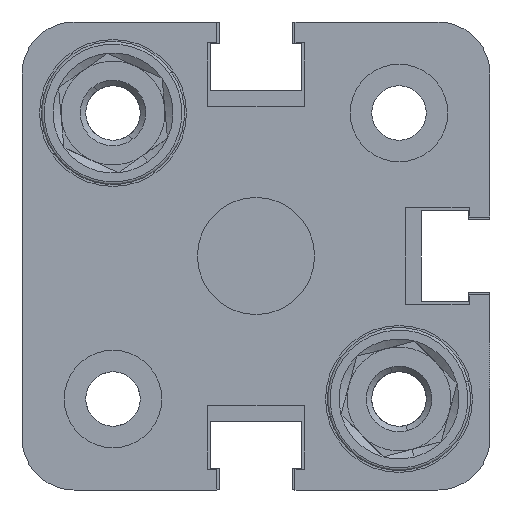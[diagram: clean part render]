
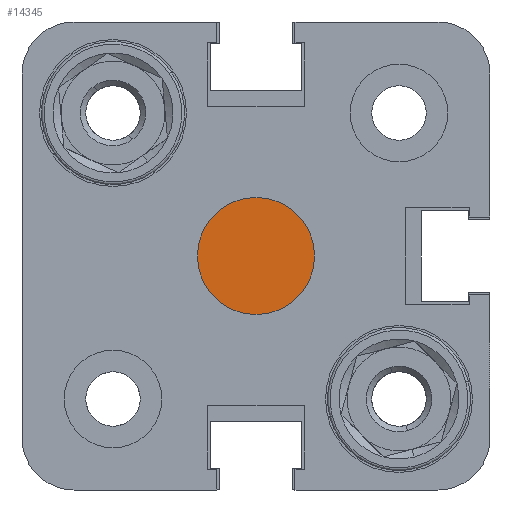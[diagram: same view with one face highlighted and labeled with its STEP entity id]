
A CAD part, left-side view. The second image highlights one B-rep face of the part: STEP entity #14345.
In plain terms, the highlighted planar face has unit normal (-1, 0, 0).
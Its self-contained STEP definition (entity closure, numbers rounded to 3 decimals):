
#2376 = DIRECTION ( 'NONE',  ( 0., 0., 1. ) ) ;
#2577 = CARTESIAN_POINT ( 'NONE',  ( 3., 0., -4.5 ) ) ;
#4783 = EDGE_CURVE ( 'NONE', #6559, #11916, #7304, .T. ) ;
#5525 = AXIS2_PLACEMENT_3D ( 'NONE', #14136, #7634, #7899 ) ;
#6559 = VERTEX_POINT ( 'NONE', #2577 ) ;
#6910 = EDGE_LOOP ( 'NONE', ( #19758, #25067 ) ) ;
#7304 = CIRCLE ( 'NONE', #22478, 4.5 ) ;
#7634 = DIRECTION ( 'NONE',  ( -1., 0., 0. ) ) ;
#7899 = DIRECTION ( 'NONE',  ( 0., 0., 1. ) ) ;
#10224 = PLANE ( 'NONE',  #14905 ) ;
#10621 = CARTESIAN_POINT ( 'NONE',  ( 3., 0., 0. ) ) ;
#11916 = VERTEX_POINT ( 'NONE', #21812 ) ;
#12267 = EDGE_CURVE ( 'NONE', #11916, #6559, #24493, .T. ) ;
#14136 = CARTESIAN_POINT ( 'NONE',  ( 3., 0., 0. ) ) ;
#14345 = ADVANCED_FACE ( 'NONE', ( #20778 ), #10224, .T. ) ;
#14905 = AXIS2_PLACEMENT_3D ( 'NONE', #10621, #24830, #2376 ) ;
#19758 = ORIENTED_EDGE ( 'NONE', *, *, #12267, .T. ) ;
#20778 = FACE_OUTER_BOUND ( 'NONE', #6910, .T. ) ;
#21812 = CARTESIAN_POINT ( 'NONE',  ( 3., 0., 4.5 ) ) ;
#22478 = AXIS2_PLACEMENT_3D ( 'NONE', #22642, #25124, #22891 ) ;
#22642 = CARTESIAN_POINT ( 'NONE',  ( 3., 0., 0. ) ) ;
#22891 = DIRECTION ( 'NONE',  ( 0., 0., 1. ) ) ;
#24493 = CIRCLE ( 'NONE', #5525, 4.5 ) ;
#24830 = DIRECTION ( 'NONE',  ( -1., 0., 0. ) ) ;
#25067 = ORIENTED_EDGE ( 'NONE', *, *, #4783, .T. ) ;
#25124 = DIRECTION ( 'NONE',  ( -1., 0., 0. ) ) ;
